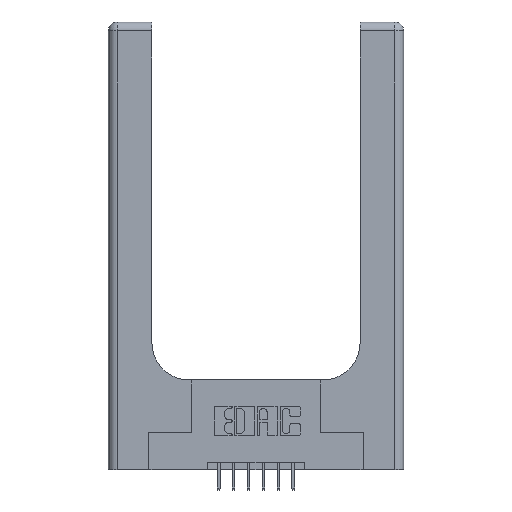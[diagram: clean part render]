
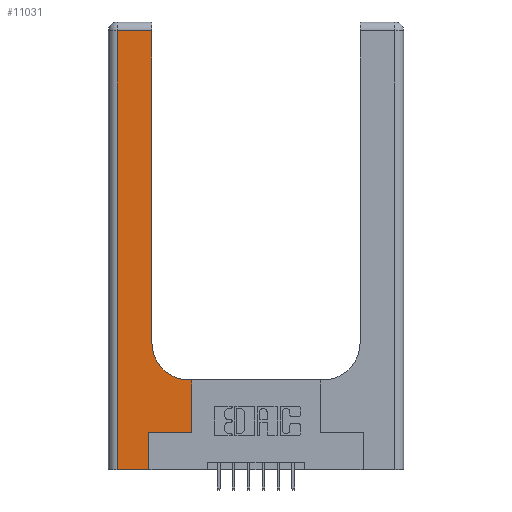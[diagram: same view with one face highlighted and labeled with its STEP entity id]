
A CAD part, top view. The second image highlights one B-rep face of the part: STEP entity #11031.
In plain terms, the highlighted planar face has unit normal (0, 0, 1).
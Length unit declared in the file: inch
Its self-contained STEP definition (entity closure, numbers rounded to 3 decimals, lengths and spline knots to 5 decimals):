
#161 = EDGE_CURVE ( 'NONE', #11237, #668, #8200, .T. ) ;
#668 = VERTEX_POINT ( 'NONE', #1668 ) ;
#1136 = ORIENTED_EDGE ( 'NONE', *, *, #14437, .T. ) ;
#1395 = VERTEX_POINT ( 'NONE', #6947 ) ;
#1528 = EDGE_CURVE ( 'NONE', #9573, #1395, #8169, .T. ) ;
#1668 = CARTESIAN_POINT ( 'NONE',  ( 0.5415, 0.6, 0.37 ) ) ;
#1696 = LINE ( 'NONE', #9615, #5519 ) ;
#2076 = VECTOR ( 'NONE', #3421, 39.37008 ) ;
#2087 = ORIENTED_EDGE ( 'NONE', *, *, #8252, .T. ) ;
#2131 = CARTESIAN_POINT ( 'NONE',  ( 0., 3., 0.37 ) ) ;
#2175 = ORIENTED_EDGE ( 'NONE', *, *, #3263, .T. ) ;
#2718 = ORIENTED_EDGE ( 'NONE', *, *, #1528, .T. ) ;
#2878 = DIRECTION ( 'NONE',  ( -1., 0., 0. ) ) ;
#2907 = CARTESIAN_POINT ( 'NONE',  ( 0.2915, 2.94, 0.37 ) ) ;
#2972 = LINE ( 'NONE', #5415, #7381 ) ;
#3029 = DIRECTION ( 'NONE',  ( 0., 0., -1. ) ) ;
#3110 = DIRECTION ( 'NONE',  ( -1., 0., 0. ) ) ;
#3237 = VERTEX_POINT ( 'NONE', #2907 ) ;
#3263 = EDGE_CURVE ( 'NONE', #668, #14487, #11044, .T. ) ;
#3362 = ORIENTED_EDGE ( 'NONE', *, *, #161, .T. ) ;
#3421 = DIRECTION ( 'NONE',  ( -1., 0., 0. ) ) ;
#3705 = LINE ( 'NONE', #8333, #6706 ) ;
#4003 = LINE ( 'NONE', #8621, #13047 ) ;
#4270 = EDGE_CURVE ( 'NONE', #8035, #11237, #1696, .T. ) ;
#4287 = CARTESIAN_POINT ( 'NONE',  ( 0.5415, 0.85, 0.37 ) ) ;
#4390 = EDGE_CURVE ( 'NONE', #14487, #3237, #6478, .T. ) ;
#4580 = CARTESIAN_POINT ( 'NONE',  ( 0.5585, 0.25, 0.37 ) ) ;
#5248 = CARTESIAN_POINT ( 'NONE',  ( 0.269, 0., 0.37 ) ) ;
#5391 = PLANE ( 'NONE',  #11494 ) ;
#5403 = ORIENTED_EDGE ( 'NONE', *, *, #4270, .T. ) ;
#5415 = CARTESIAN_POINT ( 'NONE',  ( 0.269, 0.25, 0.37 ) ) ;
#5519 = VECTOR ( 'NONE', #9748, 39.37008 ) ;
#6405 = DIRECTION ( 'NONE',  ( 1., 0., 0. ) ) ;
#6478 = LINE ( 'NONE', #11024, #8643 ) ;
#6539 = EDGE_CURVE ( 'NONE', #3237, #9573, #4003, .T. ) ;
#6629 = DIRECTION ( 'NONE',  ( 0., 1., 0. ) ) ;
#6706 = VECTOR ( 'NONE', #7079, 39.37008 ) ;
#6876 = EDGE_LOOP ( 'NONE', ( #13219, #7455, #2718, #2087, #1136, #9930, #5403, #3362, #2175 ) ) ;
#6947 = CARTESIAN_POINT ( 'NONE',  ( 0.06, 0., 0.37 ) ) ;
#7079 = DIRECTION ( 'NONE',  ( 1., 0., 0. ) ) ;
#7381 = VECTOR ( 'NONE', #6405, 39.37008 ) ;
#7449 = CARTESIAN_POINT ( 'NONE',  ( 0.2915, 0.85, 0.37 ) ) ;
#7455 = ORIENTED_EDGE ( 'NONE', *, *, #6539, .T. ) ;
#7664 = FACE_OUTER_BOUND ( 'NONE', #6876, .T. ) ;
#7679 = CARTESIAN_POINT ( 'NONE',  ( 0.06, 3., 0.37 ) ) ;
#7815 = DIRECTION ( 'NONE',  ( 0., 1., 0. ) ) ;
#8035 = VERTEX_POINT ( 'NONE', #4580 ) ;
#8169 = LINE ( 'NONE', #7679, #11246 ) ;
#8200 = LINE ( 'NONE', #13806, #2076 ) ;
#8252 = EDGE_CURVE ( 'NONE', #1395, #10968, #3705, .T. ) ;
#8333 = CARTESIAN_POINT ( 'NONE',  ( 0., 0., 0.37 ) ) ;
#8577 = DIRECTION ( 'NONE',  ( 1., 0., 0. ) ) ;
#8621 = CARTESIAN_POINT ( 'NONE',  ( 0., 2.94, 0.37 ) ) ;
#8638 = LINE ( 'NONE', #5248, #13350 ) ;
#8643 = VECTOR ( 'NONE', #7815, 39.37008 ) ;
#9573 = VERTEX_POINT ( 'NONE', #10704 ) ;
#9615 = CARTESIAN_POINT ( 'NONE',  ( 0.5585, 0.25, 0.37 ) ) ;
#9748 = DIRECTION ( 'NONE',  ( 0., 1., 0. ) ) ;
#9930 = ORIENTED_EDGE ( 'NONE', *, *, #14017, .T. ) ;
#10089 = AXIS2_PLACEMENT_3D ( 'NONE', #4287, #13364, #8577 ) ;
#10704 = CARTESIAN_POINT ( 'NONE',  ( 0.06, 2.94, 0.37 ) ) ;
#10968 = VERTEX_POINT ( 'NONE', #11315 ) ;
#11024 = CARTESIAN_POINT ( 'NONE',  ( 0.2915, 3., 0.37 ) ) ;
#11031 = ADVANCED_FACE ( 'NONE', ( #7664 ), #5391, .F. ) ;
#11044 = CIRCLE ( 'NONE', #10089, 0.25 ) ;
#11237 = VERTEX_POINT ( 'NONE', #14143 ) ;
#11246 = VECTOR ( 'NONE', #12236, 39.37008 ) ;
#11315 = CARTESIAN_POINT ( 'NONE',  ( 0.269, 0., 0.37 ) ) ;
#11494 = AXIS2_PLACEMENT_3D ( 'NONE', #2131, #3029, #3110 ) ;
#12236 = DIRECTION ( 'NONE',  ( 0., -1., 0. ) ) ;
#12698 = CARTESIAN_POINT ( 'NONE',  ( 0.269, 0.25, 0.37 ) ) ;
#13047 = VECTOR ( 'NONE', #2878, 39.37008 ) ;
#13219 = ORIENTED_EDGE ( 'NONE', *, *, #4390, .T. ) ;
#13350 = VECTOR ( 'NONE', #6629, 39.37008 ) ;
#13364 = DIRECTION ( 'NONE',  ( 0., 0., -1. ) ) ;
#13747 = VERTEX_POINT ( 'NONE', #12698 ) ;
#13806 = CARTESIAN_POINT ( 'NONE',  ( 0.2915, 0.6, 0.37 ) ) ;
#14017 = EDGE_CURVE ( 'NONE', #13747, #8035, #2972, .T. ) ;
#14143 = CARTESIAN_POINT ( 'NONE',  ( 0.5585, 0.6, 0.37 ) ) ;
#14437 = EDGE_CURVE ( 'NONE', #10968, #13747, #8638, .T. ) ;
#14487 = VERTEX_POINT ( 'NONE', #7449 ) ;
